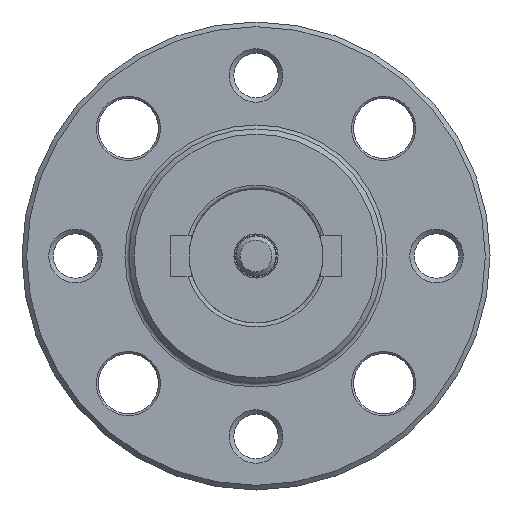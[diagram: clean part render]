
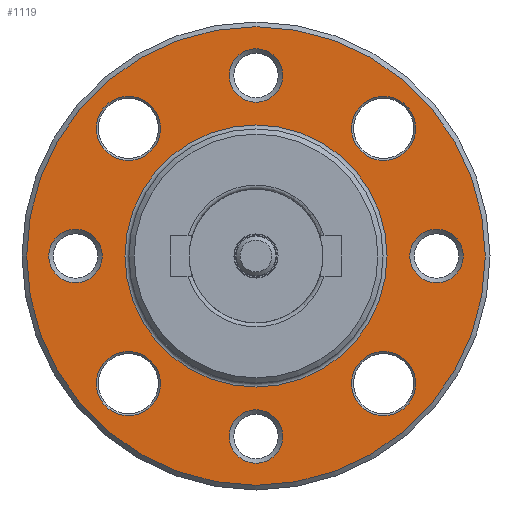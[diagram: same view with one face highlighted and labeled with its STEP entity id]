
A CAD part, left-side view. The second image highlights one B-rep face of the part: STEP entity #1119.
In plain terms, the highlighted planar face has unit normal (-1, 0, 0).
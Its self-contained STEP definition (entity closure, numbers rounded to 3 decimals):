
#175=PLANE('',#1249);
#213=CIRCLE('',#1248,19.6);
#214=CIRCLE('',#1250,34.293);
#215=CIRCLE('',#1251,4.);
#216=CIRCLE('',#1252,4.8);
#217=CIRCLE('',#1253,4.8);
#218=CIRCLE('',#1254,4.8);
#219=CIRCLE('',#1255,4.8);
#220=CIRCLE('',#1256,4.);
#221=CIRCLE('',#1257,4.);
#222=CIRCLE('',#1258,4.);
#305=ORIENTED_EDGE('',*,*,#571,.F.);
#306=ORIENTED_EDGE('',*,*,#572,.F.);
#307=ORIENTED_EDGE('',*,*,#573,.T.);
#308=ORIENTED_EDGE('',*,*,#574,.T.);
#309=ORIENTED_EDGE('',*,*,#575,.T.);
#310=ORIENTED_EDGE('',*,*,#576,.T.);
#311=ORIENTED_EDGE('',*,*,#577,.T.);
#312=ORIENTED_EDGE('',*,*,#578,.T.);
#313=ORIENTED_EDGE('',*,*,#579,.T.);
#314=ORIENTED_EDGE('',*,*,#570,.T.);
#570=EDGE_CURVE('',#704,#704,#213,.T.);
#571=EDGE_CURVE('',#705,#705,#214,.T.);
#572=EDGE_CURVE('',#706,#706,#215,.F.);
#573=EDGE_CURVE('',#707,#707,#216,.T.);
#574=EDGE_CURVE('',#708,#708,#217,.T.);
#575=EDGE_CURVE('',#709,#709,#218,.T.);
#576=EDGE_CURVE('',#710,#710,#219,.T.);
#577=EDGE_CURVE('',#711,#711,#220,.T.);
#578=EDGE_CURVE('',#712,#712,#221,.T.);
#579=EDGE_CURVE('',#713,#713,#222,.T.);
#704=VERTEX_POINT('',#1837);
#705=VERTEX_POINT('',#1840);
#706=VERTEX_POINT('',#1842);
#707=VERTEX_POINT('',#1844);
#708=VERTEX_POINT('',#1846);
#709=VERTEX_POINT('',#1848);
#710=VERTEX_POINT('',#1850);
#711=VERTEX_POINT('',#1852);
#712=VERTEX_POINT('',#1854);
#713=VERTEX_POINT('',#1856);
#814=EDGE_LOOP('',(#305));
#815=EDGE_LOOP('',(#306));
#816=EDGE_LOOP('',(#307));
#817=EDGE_LOOP('',(#308));
#818=EDGE_LOOP('',(#309));
#819=EDGE_LOOP('',(#310));
#820=EDGE_LOOP('',(#311));
#821=EDGE_LOOP('',(#312));
#822=EDGE_LOOP('',(#313));
#823=EDGE_LOOP('',(#314));
#966=FACE_BOUND('',#814,.T.);
#967=FACE_BOUND('',#815,.T.);
#968=FACE_BOUND('',#816,.T.);
#969=FACE_BOUND('',#817,.T.);
#970=FACE_BOUND('',#818,.T.);
#971=FACE_BOUND('',#819,.T.);
#972=FACE_BOUND('',#820,.T.);
#973=FACE_BOUND('',#821,.T.);
#974=FACE_BOUND('',#822,.T.);
#975=FACE_BOUND('',#823,.T.);
#1119=ADVANCED_FACE('',(#966,#967,#968,#969,#970,#971,#972,#973,#974,#975),
#175,.F.);
#1248=AXIS2_PLACEMENT_3D('',#1836,#1439,#1440);
#1249=AXIS2_PLACEMENT_3D('',#1838,#1441,#1442);
#1250=AXIS2_PLACEMENT_3D('',#1839,#1443,#1444);
#1251=AXIS2_PLACEMENT_3D('',#1841,#1445,#1446);
#1252=AXIS2_PLACEMENT_3D('',#1843,#1447,#1448);
#1253=AXIS2_PLACEMENT_3D('',#1845,#1449,#1450);
#1254=AXIS2_PLACEMENT_3D('',#1847,#1451,#1452);
#1255=AXIS2_PLACEMENT_3D('',#1849,#1453,#1454);
#1256=AXIS2_PLACEMENT_3D('',#1851,#1455,#1456);
#1257=AXIS2_PLACEMENT_3D('',#1853,#1457,#1458);
#1258=AXIS2_PLACEMENT_3D('',#1855,#1459,#1460);
#1439=DIRECTION('',(1.,0.,0.));
#1440=DIRECTION('',(0.,0.,-1.));
#1441=DIRECTION('',(1.,0.,0.));
#1442=DIRECTION('',(0.,0.,-1.));
#1443=DIRECTION('',(1.,0.,0.));
#1444=DIRECTION('',(0.,0.,-1.));
#1445=DIRECTION('',(1.,0.,0.));
#1446=DIRECTION('',(0.,0.,-1.));
#1447=DIRECTION('',(1.,0.,0.));
#1448=DIRECTION('',(0.,0.,-1.));
#1449=DIRECTION('',(1.,0.,0.));
#1450=DIRECTION('',(0.,0.,-1.));
#1451=DIRECTION('',(1.,0.,0.));
#1452=DIRECTION('',(0.,0.,-1.));
#1453=DIRECTION('',(1.,0.,0.));
#1454=DIRECTION('',(0.,0.,-1.));
#1455=DIRECTION('',(1.,0.,0.));
#1456=DIRECTION('',(0.,0.,-1.));
#1457=DIRECTION('',(1.,0.,0.));
#1458=DIRECTION('',(0.,0.,-1.));
#1459=DIRECTION('',(1.,0.,0.));
#1460=DIRECTION('',(0.,0.,-1.));
#1836=CARTESIAN_POINT('',(49.,0.,0.));
#1837=CARTESIAN_POINT('',(49.,0.,-19.6));
#1838=CARTESIAN_POINT('',(49.,19.6,0.));
#1839=CARTESIAN_POINT('',(49.,0.,0.));
#1840=CARTESIAN_POINT('',(49.,0.,-34.293));
#1841=CARTESIAN_POINT('',(49.,27.,0.));
#1842=CARTESIAN_POINT('',(49.,27.,-4.));
#1843=CARTESIAN_POINT('',(49.,19.092,19.092));
#1844=CARTESIAN_POINT('',(49.,19.092,14.292));
#1845=CARTESIAN_POINT('',(49.,19.092,-19.092));
#1846=CARTESIAN_POINT('',(49.,19.092,-23.892));
#1847=CARTESIAN_POINT('',(49.,-19.092,-19.092));
#1848=CARTESIAN_POINT('',(49.,-19.092,-23.892));
#1849=CARTESIAN_POINT('',(49.,-19.092,19.092));
#1850=CARTESIAN_POINT('',(49.,-19.092,14.292));
#1851=CARTESIAN_POINT('',(49.,0.,27.));
#1852=CARTESIAN_POINT('',(49.,0.,23.));
#1853=CARTESIAN_POINT('',(49.,0.,-27.));
#1854=CARTESIAN_POINT('',(49.,0.,-31.));
#1855=CARTESIAN_POINT('',(49.,-27.,0.));
#1856=CARTESIAN_POINT('',(49.,-27.,-4.));
